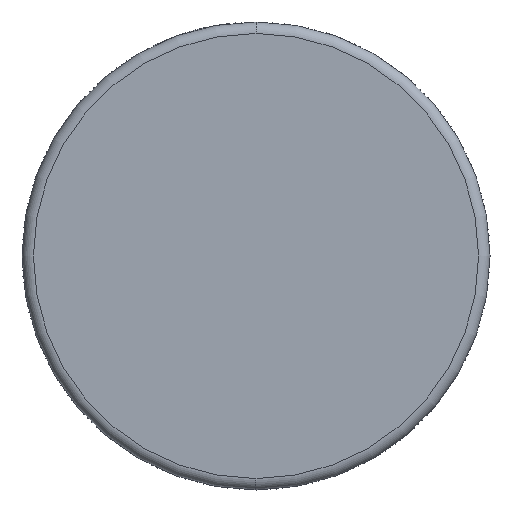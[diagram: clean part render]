
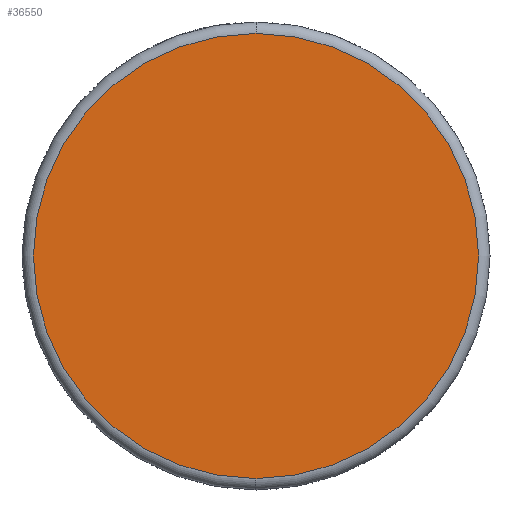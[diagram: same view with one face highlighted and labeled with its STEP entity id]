
A CAD part, left-side view. The second image highlights one B-rep face of the part: STEP entity #36550.
In plain terms, the highlighted planar face has unit normal (-1, 0, 0).
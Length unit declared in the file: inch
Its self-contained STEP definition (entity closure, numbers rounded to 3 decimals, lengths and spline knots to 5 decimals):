
#1348 = CIRCLE ( 'NONE', #6812, 0.97362 ) ;
#2852 = DIRECTION ( 'NONE',  ( -1., 0., 0. ) ) ;
#4013 = VERTEX_POINT ( 'NONE', #14597 ) ;
#5267 = DIRECTION ( 'NONE',  ( -1., 0., 0. ) ) ;
#5831 = CIRCLE ( 'NONE', #39115, 0.97362 ) ;
#6598 = EDGE_LOOP ( 'NONE', ( #34494, #19660 ) ) ;
#6812 = AXIS2_PLACEMENT_3D ( 'NONE', #23155, #2852, #26589 ) ;
#7905 = DIRECTION ( 'NONE',  ( 0., 0., 1. ) ) ;
#10527 = FACE_OUTER_BOUND ( 'NONE', #6598, .T. ) ;
#14086 = AXIS2_PLACEMENT_3D ( 'NONE', #17988, #28218, #7905 ) ;
#14597 = CARTESIAN_POINT ( 'NONE',  ( -2.83535, 0., 0.97362 ) ) ;
#17988 = CARTESIAN_POINT ( 'NONE',  ( -2.83535, 0., 0. ) ) ;
#19660 = ORIENTED_EDGE ( 'NONE', *, *, #40255, .T. ) ;
#23155 = CARTESIAN_POINT ( 'NONE',  ( -2.83535, 0., 0. ) ) ;
#23215 = VERTEX_POINT ( 'NONE', #29482 ) ;
#24806 = PLANE ( 'NONE',  #14086 ) ;
#25627 = CARTESIAN_POINT ( 'NONE',  ( -2.83535, 0., 0. ) ) ;
#26589 = DIRECTION ( 'NONE',  ( 0., 0., 1. ) ) ;
#28218 = DIRECTION ( 'NONE',  ( -1., 0., 0. ) ) ;
#29025 = DIRECTION ( 'NONE',  ( 0., 0., 1. ) ) ;
#29482 = CARTESIAN_POINT ( 'NONE',  ( -2.83535, 0., -0.97362 ) ) ;
#34494 = ORIENTED_EDGE ( 'NONE', *, *, #34714, .T. ) ;
#34714 = EDGE_CURVE ( 'NONE', #4013, #23215, #5831, .T. ) ;
#36550 = ADVANCED_FACE ( 'NONE', ( #10527 ), #24806, .T. ) ;
#39115 = AXIS2_PLACEMENT_3D ( 'NONE', #25627, #5267, #29025 ) ;
#40255 = EDGE_CURVE ( 'NONE', #23215, #4013, #1348, .T. ) ;
